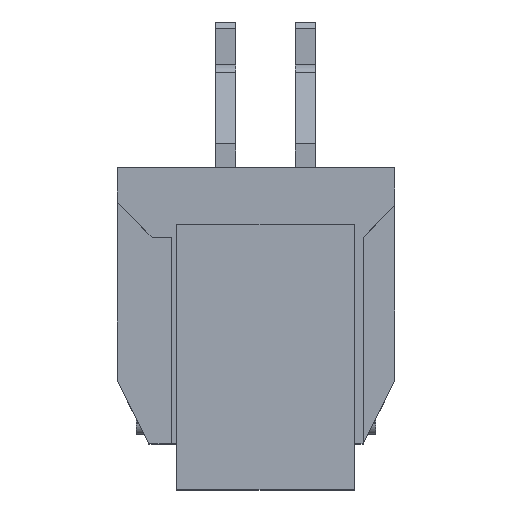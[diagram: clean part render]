
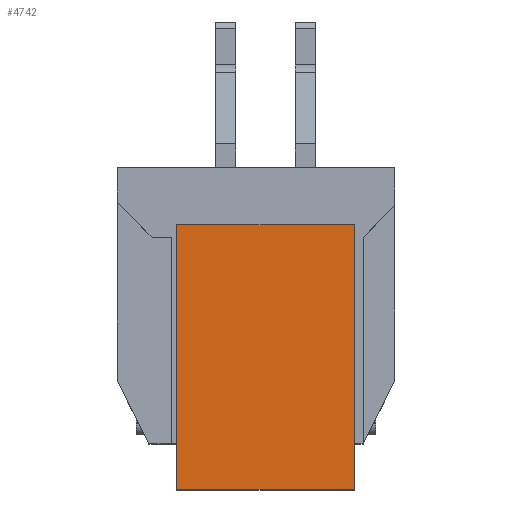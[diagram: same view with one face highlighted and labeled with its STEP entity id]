
A CAD part, top view. The second image highlights one B-rep face of the part: STEP entity #4742.
In plain terms, the highlighted planar face has unit normal (0, 0, 1).
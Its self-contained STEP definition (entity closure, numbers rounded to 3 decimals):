
#670 = CARTESIAN_POINT ( 'NONE',  ( 2.8, -5.915, 7.525 ) ) ;
#1505 = CARTESIAN_POINT ( 'NONE',  ( -2.8, 2.435, 7.525 ) ) ;
#1584 = CARTESIAN_POINT ( 'NONE',  ( 2.8, 2.435, 7.525 ) ) ;
#2233 = CARTESIAN_POINT ( 'NONE',  ( -2.8, -5.915, 7.525 ) ) ;
#2534 = DIRECTION ( 'NONE',  ( 0., 0., 1. ) ) ;
#2723 = PLANE ( 'NONE',  #8324 ) ;
#2949 = LINE ( 'NONE', #1505, #18452 ) ;
#4040 = LINE ( 'NONE', #5950, #4097 ) ;
#4097 = VECTOR ( 'NONE', #4147, 1000. ) ;
#4147 = DIRECTION ( 'NONE',  ( 0., -1., 0. ) ) ;
#4742 = ADVANCED_FACE ( 'NONE', ( #16498 ), #2723, .T. ) ;
#5870 = CARTESIAN_POINT ( 'NONE',  ( -2.8, 2.435, 7.525 ) ) ;
#5950 = CARTESIAN_POINT ( 'NONE',  ( -2.8, 2.435, 7.525 ) ) ;
#6180 = LINE ( 'NONE', #18531, #10870 ) ;
#6217 = VERTEX_POINT ( 'NONE', #2233 ) ;
#8324 = AXIS2_PLACEMENT_3D ( 'NONE', #5870, #2534, #13440 ) ;
#8516 = VECTOR ( 'NONE', #15640, 1000. ) ;
#8706 = EDGE_CURVE ( 'NONE', #6217, #13768, #6180, .T. ) ;
#8854 = ORIENTED_EDGE ( 'NONE', *, *, #18532, .F. ) ;
#8864 = CARTESIAN_POINT ( 'NONE',  ( 2.8, 2.435, 7.525 ) ) ;
#8971 = ORIENTED_EDGE ( 'NONE', *, *, #12444, .F. ) ;
#9787 = EDGE_CURVE ( 'NONE', #16802, #6217, #4040, .T. ) ;
#10870 = VECTOR ( 'NONE', #11939, 1000. ) ;
#11939 = DIRECTION ( 'NONE',  ( 1., 0., 0. ) ) ;
#12083 = ORIENTED_EDGE ( 'NONE', *, *, #9787, .T. ) ;
#12444 = EDGE_CURVE ( 'NONE', #14939, #13768, #13927, .T. ) ;
#13440 = DIRECTION ( 'NONE',  ( 1., 0., 0. ) ) ;
#13768 = VERTEX_POINT ( 'NONE', #670 ) ;
#13927 = LINE ( 'NONE', #1584, #8516 ) ;
#14825 = CARTESIAN_POINT ( 'NONE',  ( -2.8, 2.435, 7.525 ) ) ;
#14939 = VERTEX_POINT ( 'NONE', #8864 ) ;
#15276 = DIRECTION ( 'NONE',  ( 1., 0., 0. ) ) ;
#15640 = DIRECTION ( 'NONE',  ( 0., -1., 0. ) ) ;
#16498 = FACE_OUTER_BOUND ( 'NONE', #18481, .T. ) ;
#16802 = VERTEX_POINT ( 'NONE', #14825 ) ;
#18452 = VECTOR ( 'NONE', #15276, 1000. ) ;
#18481 = EDGE_LOOP ( 'NONE', ( #19773, #8971, #8854, #12083 ) ) ;
#18531 = CARTESIAN_POINT ( 'NONE',  ( -2.8, -5.915, 7.525 ) ) ;
#18532 = EDGE_CURVE ( 'NONE', #16802, #14939, #2949, .T. ) ;
#19773 = ORIENTED_EDGE ( 'NONE', *, *, #8706, .T. ) ;
